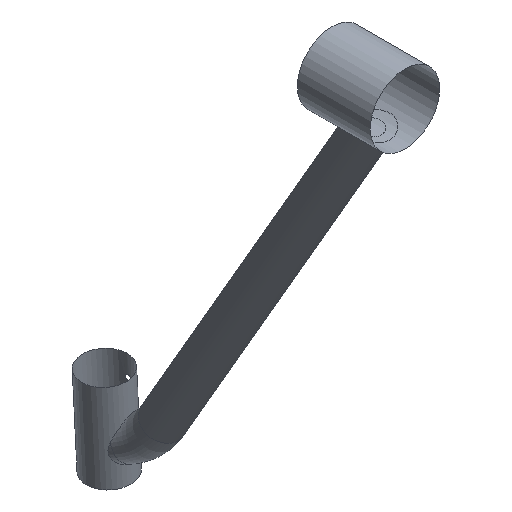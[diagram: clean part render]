
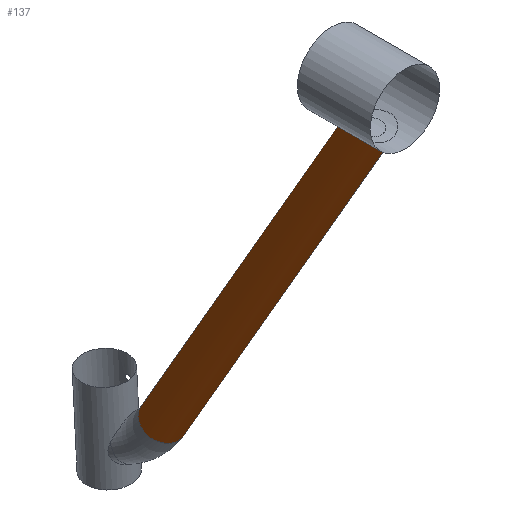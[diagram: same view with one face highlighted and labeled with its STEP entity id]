
A CAD part, isometric view. The second image highlights one B-rep face of the part: STEP entity #137.
In plain terms, the highlighted cylindrical face has radius 10 mm (diameter 20 mm), a full revolution.
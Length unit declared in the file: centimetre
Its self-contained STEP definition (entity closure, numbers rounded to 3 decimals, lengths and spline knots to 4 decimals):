
#26=FACE_BOUND('',#53,.T.);
#35=B_SPLINE_CURVE_WITH_KNOTS('',3,(#204,#205,#206,#207,#208,#209,#210,
#211,#212,#213,#214,#215,#216,#217,#218,#219,#220,#221,#222,#223,#224,#225,
#226,#227,#228,#229,#230,#231,#232,#233,#234,#235,#236,#237,#238,#239,#240),
 .UNSPECIFIED.,.F.,.F.,(4,2,2,2,2,3,2,2,2,2,2,2,2,2,2,2,2,4),(4.8795,
5.0735,5.2676,5.6557,6.1544,6.6532,
6.8521,7.0511,7.25,7.449,7.827,
8.2051,8.5831,8.9612,9.1601,9.3591,
9.558,9.757),.UNSPECIFIED.);
#36=B_SPLINE_CURVE_WITH_KNOTS('',3,(#241,#242,#243,#244,#245,#246,#247,
#248,#249,#250,#251,#252),.UNSPECIFIED.,.F.,.F.,(4,2,2,2,2,4),(3.1038,
3.5698,4.0359,4.4577,4.6686,4.8795),
 .UNSPECIFIED.);
#43=FACE_OUTER_BOUND('',#52,.T.);
#52=EDGE_LOOP('',(#106));
#53=EDGE_LOOP('',(#107,#108));
#70=CIRCLE('',#149,1.);
#77=VERTEX_POINT('',#200);
#78=VERTEX_POINT('',#202);
#79=VERTEX_POINT('',#203);
#91=EDGE_CURVE('',#77,#77,#70,.T.);
#92=EDGE_CURVE('',#78,#79,#35,.T.);
#93=EDGE_CURVE('',#79,#78,#36,.T.);
#106=ORIENTED_EDGE('',*,*,#91,.F.);
#107=ORIENTED_EDGE('',*,*,#92,.F.);
#108=ORIENTED_EDGE('',*,*,#93,.F.);
#130=CYLINDRICAL_SURFACE('',#148,1.);
#137=ADVANCED_FACE('',(#43,#26),#130,.T.);
#148=AXIS2_PLACEMENT_3D('',#199,#166,#167);
#149=AXIS2_PLACEMENT_3D('',#201,#168,#169);
#166=DIRECTION('center_axis',(0.,-0.5,0.866));
#167=DIRECTION('ref_axis',(0.,-0.866,-0.5));
#168=DIRECTION('center_axis',(0.,0.5,-0.866));
#169=DIRECTION('ref_axis',(0.211,-0.847,-0.489));
#199=CARTESIAN_POINT('Origin',(0.,2.6773,-6.5372));
#200=CARTESIAN_POINT('',(-0.2108,12.1336,-20.961));
#201=CARTESIAN_POINT('Origin',(0.,11.287,-21.4497));
#202=CARTESIAN_POINT('',(0.,1.1547,-1.9));
#203=CARTESIAN_POINT('',(1.,-0.1642,-1.6155));
#204=CARTESIAN_POINT('Ctrl Pts',(0.,1.1547,-1.9));
#205=CARTESIAN_POINT('Ctrl Pts',(-0.0647,1.1547,-1.9));
#206=CARTESIAN_POINT('Ctrl Pts',(-0.1297,1.1454,-1.8966));
#207=CARTESIAN_POINT('Ctrl Pts',(-0.256,1.1093,-1.8837));
#208=CARTESIAN_POINT('Ctrl Pts',(-0.3172,1.0826,-1.8743));
#209=CARTESIAN_POINT('Ctrl Pts',(-0.4897,0.982,-1.8395));
#210=CARTESIAN_POINT('Ctrl Pts',(-0.59,0.8871,-1.808));
#211=CARTESIAN_POINT('Ctrl Pts',(-0.7694,0.662,-1.7406));
#212=CARTESIAN_POINT('Ctrl Pts',(-0.8532,0.5074,-1.6989));
#213=CARTESIAN_POINT('Ctrl Pts',(-0.9684,0.1775,-1.636));
#214=CARTESIAN_POINT('Ctrl Pts',(-1.,0.002,-1.6155));
#215=CARTESIAN_POINT('Ctrl Pts',(-1.,-0.1642,-1.6155));
#216=CARTESIAN_POINT('Ctrl Pts',(-1.,-0.2305,-1.6155));
#217=CARTESIAN_POINT('Ctrl Pts',(-0.995,-0.2993,
-1.6187));
#218=CARTESIAN_POINT('Ctrl Pts',(-0.972,-0.4354,
-1.6326));
#219=CARTESIAN_POINT('Ctrl Pts',(-0.954,-0.5028,
-1.6434));
#220=CARTESIAN_POINT('Ctrl Pts',(-0.9046,-0.6304,
-1.6711));
#221=CARTESIAN_POINT('Ctrl Pts',(-0.873,-0.691,
-1.6881));
#222=CARTESIAN_POINT('Ctrl Pts',(-0.7983,-0.8011,
-1.7247));
#223=CARTESIAN_POINT('Ctrl Pts',(-0.7551,-0.8508,
-1.7443));
#224=CARTESIAN_POINT('Ctrl Pts',(-0.6198,-0.9763,-1.7986));
#225=CARTESIAN_POINT('Ctrl Pts',(-0.5072,-1.0443,-1.8354));
#226=CARTESIAN_POINT('Ctrl Pts',(-0.2604,-1.1334,-1.8863));
#227=CARTESIAN_POINT('Ctrl Pts',(-0.126,-1.1547,-1.9));
#228=CARTESIAN_POINT('Ctrl Pts',(0.126,-1.1547,-1.9));
#229=CARTESIAN_POINT('Ctrl Pts',(0.2604,-1.1334,-1.8863));
#230=CARTESIAN_POINT('Ctrl Pts',(0.5072,-1.0443,-1.8354));
#231=CARTESIAN_POINT('Ctrl Pts',(0.6198,-0.9763,-1.7986));
#232=CARTESIAN_POINT('Ctrl Pts',(0.7551,-0.8508,-1.7443));
#233=CARTESIAN_POINT('Ctrl Pts',(0.7983,-0.8011,-1.7247));
#234=CARTESIAN_POINT('Ctrl Pts',(0.873,-0.691,-1.6881));
#235=CARTESIAN_POINT('Ctrl Pts',(0.9046,-0.6304,-1.6711));
#236=CARTESIAN_POINT('Ctrl Pts',(0.954,-0.5028,-1.6434));
#237=CARTESIAN_POINT('Ctrl Pts',(0.972,-0.4354,-1.6326));
#238=CARTESIAN_POINT('Ctrl Pts',(0.995,-0.2993,-1.6187));
#239=CARTESIAN_POINT('Ctrl Pts',(1.,-0.2305,-1.6155));
#240=CARTESIAN_POINT('Ctrl Pts',(1.,-0.1642,-1.6155));
#241=CARTESIAN_POINT('Ctrl Pts',(1.,-0.1642,-1.6155));
#242=CARTESIAN_POINT('Ctrl Pts',(1.,-0.0089,
-1.6155));
#243=CARTESIAN_POINT('Ctrl Pts',(0.9722,0.1559,-1.6335));
#244=CARTESIAN_POINT('Ctrl Pts',(0.8701,0.4678,-1.6901));
#245=CARTESIAN_POINT('Ctrl Pts',(0.7956,0.615,-1.728));
#246=CARTESIAN_POINT('Ctrl Pts',(0.627,0.8487,-1.7956));
#247=CARTESIAN_POINT('Ctrl Pts',(0.5228,0.9562,-1.8309));
#248=CARTESIAN_POINT('Ctrl Pts',(0.3406,1.0712,-1.8703));
#249=CARTESIAN_POINT('Ctrl Pts',(0.2755,1.102,-1.8811));
#250=CARTESIAN_POINT('Ctrl Pts',(0.1404,1.1437,-1.896));
#251=CARTESIAN_POINT('Ctrl Pts',(0.0703,1.1547,-1.9));
#252=CARTESIAN_POINT('Ctrl Pts',(0.,1.1547,-1.9));
